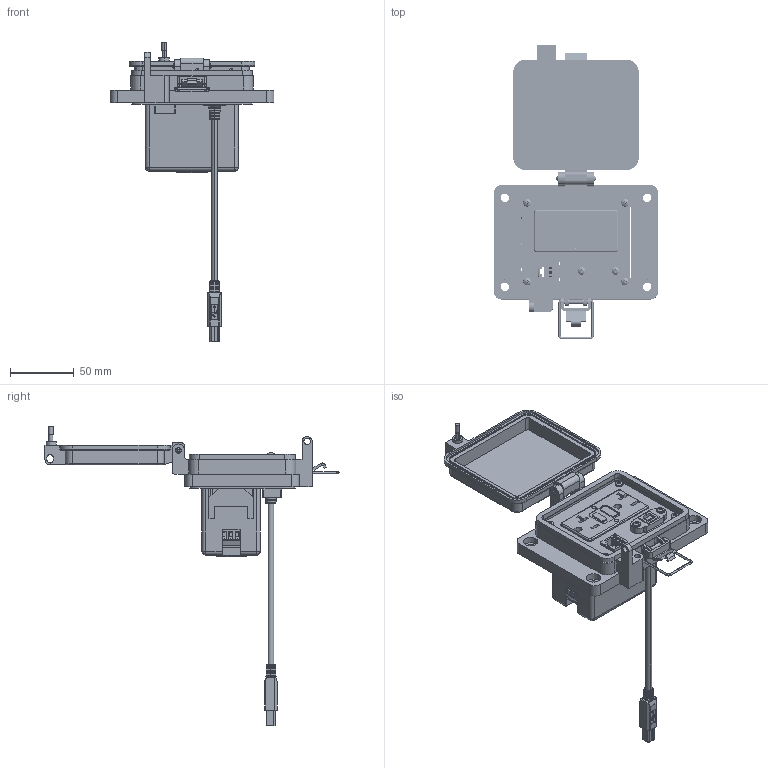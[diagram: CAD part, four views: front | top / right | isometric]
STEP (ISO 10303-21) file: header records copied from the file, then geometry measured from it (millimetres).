
FILE_DESCRIPTION (( 'STEP AP203' ), '1' );
FILE_NAME ('P-P15R2-K3RF0_3D.STEP', '2019-05-29T15:20:34', ( '' ), ( '' ), 'SwSTEP 2.0', 'SolidWorks 2018', '' );
FILE_SCHEMA (( 'CONFIG_CONTROL_DESIGN' ));
Length unit declared in the file: millimetre
Products named in the file (17): R2; P-P15R2-K3RF0_TP060_1; Z-200-OTLT-RIOF_RF; Z-000-4243316TFP; Z-200-OTLT-GFIH-1_sheared; P-P15R2-K3RF0_FP060_1; RF; Z-020-3044; Z-H-K3_B; P15; -K3; M3PH_14M3; 92005A124_METRIC PAN HEAD PHILLIPS MACHINE SCREW_92005A124; Z-002-M3HN_93825A110; P-P15R2-K3RF0_3D; Z-300-RJ45CAT5; P-P15R2-K3RF0_BP180_1
Assembly tree (22 placements, depth 3):
  P-P15R2-K3RF0_3D
    P-P15R2-K3RF0_BP180_1
    P-P15R2-K3RF0_TP060_1
    Z-000-4243316TFP  x2
    P-P15R2-K3RF0_FP060_1
    P15
      Z-020-3044
    M3PH_14M3  x2
    Z-002-M3HN_93825A110  x2
    R2
      Z-300-RJ45CAT5
    RF
      Z-200-OTLT-RIOF_RF
      Z-200-OTLT-GFIH-1_sheared
    -K3
      Z-H-K3_B
    92005A124_METRIC PAN HEAD PHILLIPS MACHINE SCREW_92005A124  x4
Bounding box: 129 x 231.28 x 235.95 mm (x, y, z)
Volume: 292690.8 mm3; surface area: 181068.4 mm2
Topology: 51 solids, 51 shells, 4166 faces, 11497 edges, 7552 vertices
Faces by surface type: plane 1969, cylinder 1626, bspline 288, cone 169, torus 58, sphere 56
Entity records: 119950 total; most frequent: CARTESIAN_POINT 37225, ORIENTED_EDGE 17812, DIRECTION 15500, EDGE_CURVE 8906, VERTEX_POINT 5850, VECTOR 5732, LINE 5732, AXIS2_PLACEMENT_3D 4884
